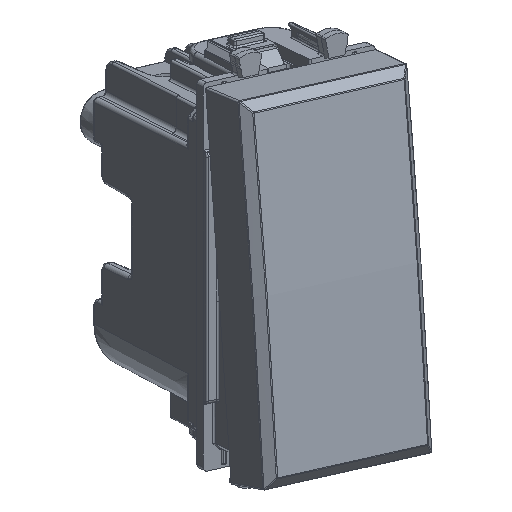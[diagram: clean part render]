
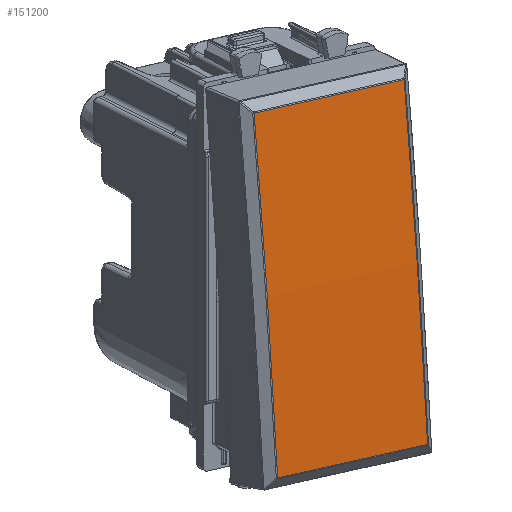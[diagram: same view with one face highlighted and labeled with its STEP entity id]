
A CAD part, top view. The second image highlights one B-rep face of the part: STEP entity #151200.
In plain terms, the highlighted cylindrical face has radius 791.456 mm (diameter 1582.91 mm), a partial arc.
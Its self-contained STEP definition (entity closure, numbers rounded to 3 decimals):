
#150967=CARTESIAN_POINT('Vertex',(9.75,-20.496,15.335)) ;
#150990=CARTESIAN_POINT('Vertex',(-9.75,-20.496,15.335)) ;
#150993=CARTESIAN_POINT('Line Origine',(0.,-20.496,15.335)) ;
#151063=CARTESIAN_POINT('Vertex',(-9.75,20.496,15.335)) ;
#151067=CARTESIAN_POINT('Control Point',(-9.75,-20.496,15.335)) ;
#151068=CARTESIAN_POINT('Control Point',(-9.745,-12.299,15.547)) ;
#151069=CARTESIAN_POINT('Control Point',(-9.742,-4.1,15.653)) ;
#151070=CARTESIAN_POINT('Control Point',(-9.742,4.1,15.653)) ;
#151071=CARTESIAN_POINT('Control Point',(-9.745,12.299,15.547)) ;
#151072=CARTESIAN_POINT('Control Point',(-9.75,20.496,15.335)) ;
#151106=CARTESIAN_POINT('Vertex',(9.75,20.496,15.335)) ;
#151109=CARTESIAN_POINT('Line Origine',(0.,20.496,15.335)) ;
#151175=CARTESIAN_POINT('Control Point',(9.75,-20.496,15.335)) ;
#151176=CARTESIAN_POINT('Control Point',(9.745,-12.299,15.547)) ;
#151177=CARTESIAN_POINT('Control Point',(9.742,-4.1,15.653)) ;
#151178=CARTESIAN_POINT('Control Point',(9.742,4.1,15.653)) ;
#151179=CARTESIAN_POINT('Control Point',(9.745,12.299,15.547)) ;
#151180=CARTESIAN_POINT('Control Point',(9.75,20.496,15.335)) ;
#151189=CARTESIAN_POINT('Axis2P3D Location',(0.,0.,-775.856)) ;
#150994=DIRECTION('Vector Direction',(1.,0.,0.)) ;
#151110=DIRECTION('Vector Direction',(1.,0.,0.)) ;
#151190=DIRECTION('Axis2P3D Direction',(-1.,0.,0.)) ;
#151191=DIRECTION('Axis2P3D XDirection',(0.,-0.028,1.)) ;
#151192=AXIS2_PLACEMENT_3D('Cylinder Axis2P3D',#151189,#151190,#151191) ;
#151195=ORIENTED_EDGE('',*,*,#151181,.T.) ;
#151196=ORIENTED_EDGE('',*,*,#151113,.T.) ;
#151197=ORIENTED_EDGE('',*,*,#151073,.T.) ;
#151198=ORIENTED_EDGE('',*,*,#150997,.T.) ;
#150995=VECTOR('Line Direction',#150994,1.) ;
#151111=VECTOR('Line Direction',#151110,1.) ;
#151200=ADVANCED_FACE('PartBody',(#151199),#151193,.T.) ;
#151066=B_SPLINE_CURVE_WITH_KNOTS('',5,(#151067,#151068,#151069,#151070,#151071,#151072),.UNSPECIFIED.,.F.,.U.,(6,6),(17.303,88.274),.UNSPECIFIED.) ;
#151174=B_SPLINE_CURVE_WITH_KNOTS('',5,(#151175,#151176,#151177,#151178,#151179,#151180),.UNSPECIFIED.,.F.,.U.,(6,6),(17.303,88.274),.UNSPECIFIED.) ;
#151193=CYLINDRICAL_SURFACE('generated cylinder',#151192,791.456) ;
#150997=EDGE_CURVE('',#150991,#150968,#150996,.T.) ;
#151073=EDGE_CURVE('',#151064,#150991,#151066,.F.) ;
#151113=EDGE_CURVE('',#151107,#151064,#151112,.F.) ;
#151181=EDGE_CURVE('',#150968,#151107,#151174,.T.) ;
#151194=EDGE_LOOP('',(#151195,#151196,#151197,#151198)) ;
#151199=FACE_OUTER_BOUND('',#151194,.T.) ;
#150996=LINE('Line',#150993,#150995) ;
#151112=LINE('Line',#151109,#151111) ;
#150968=VERTEX_POINT('',#150967) ;
#150991=VERTEX_POINT('',#150990) ;
#151064=VERTEX_POINT('',#151063) ;
#151107=VERTEX_POINT('',#151106) ;
